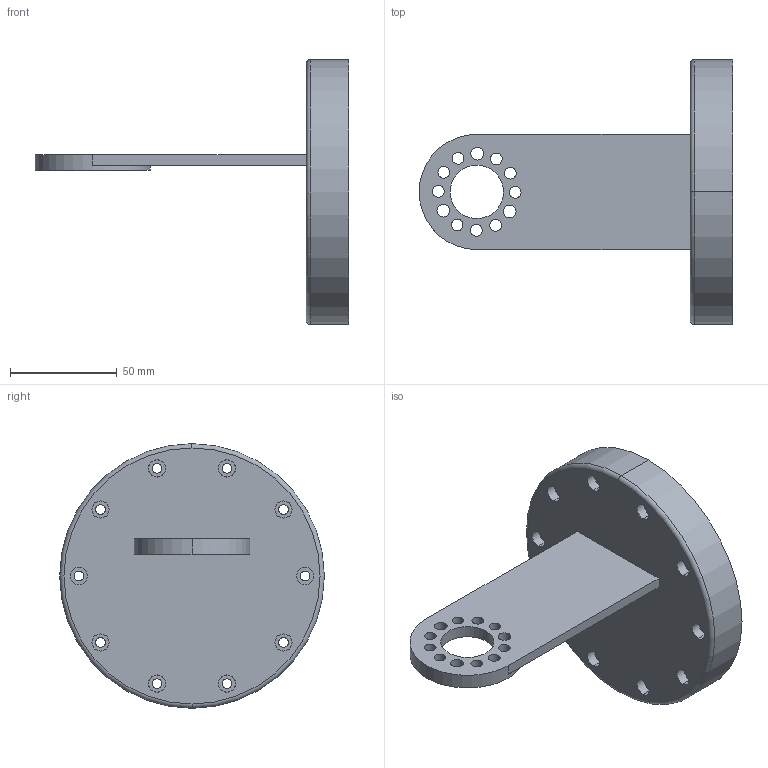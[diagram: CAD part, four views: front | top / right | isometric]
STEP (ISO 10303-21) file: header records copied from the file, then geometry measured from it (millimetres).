
FILE_DESCRIPTION (( 'STEP AP203' ), '1' );
FILE_NAME ('63LBB湮虯唅蛌萇儂釱.STEP', '2024-12-19T12:18:24', ( '' ), ( '' ), 'SwSTEP 2.0', 'SolidWorks 2024', '' );
FILE_SCHEMA (( 'CONFIG_CONTROL_DESIGN' ));
Length unit declared in the file: millimetre
Products named in the file (1): 63LBB大腿旋转电机座
Bounding box: 147 x 124 x 124 mm (x, y, z)
Volume: 98934.7 mm3; surface area: 59793.2 mm2
Topology: 1 solids, 1 shells, 145 faces, 338 edges, 218 vertices
Faces by surface type: cylinder 94, plane 29, cone 20, torus 2
Entity records: 4397 total; most frequent: DIRECTION 844, CARTESIAN_POINT 702, ORIENTED_EDGE 676, AXIS2_PLACEMENT_3D 360, EDGE_CURVE 338, VERTEX_POINT 218, CIRCLE 214, EDGE_LOOP 214
